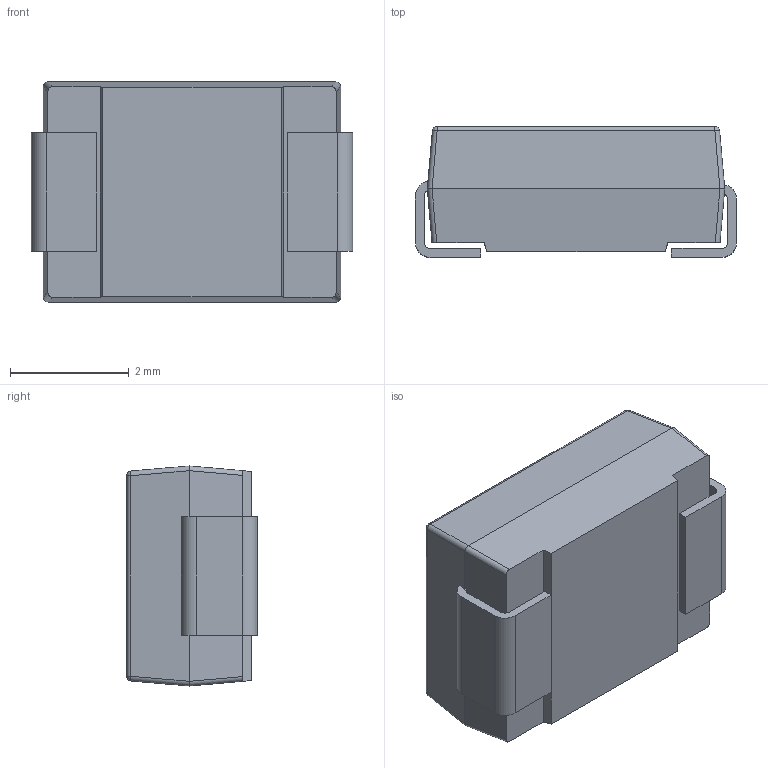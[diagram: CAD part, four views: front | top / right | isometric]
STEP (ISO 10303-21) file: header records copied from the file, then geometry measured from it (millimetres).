
FILE_DESCRIPTION (( 'STEP AP214' ), '1' );
FILE_NAME ('SK210-AQ.STEP', '2024-09-13T21:52:18', ( '' ), ( '' ), 'SwSTEP 2.0', 'SolidWorks 2021', '' );
FILE_SCHEMA (( 'AUTOMOTIVE_DESIGN' ));
Length unit declared in the file: millimetre
Products named in the file (1): SK210-AQ
Bounding box: 5.4 x 2.2 x 3.7 mm (x, y, z)
Volume: 37.5 mm3; surface area: 87.8 mm2
Topology: 3 solids, 3 shells, 58 faces, 136 edges, 84 vertices
Faces by surface type: plane 34, cylinder 20, bspline 4
Entity records: 1724 total; most frequent: CARTESIAN_POINT 363, ORIENTED_EDGE 272, DIRECTION 266, EDGE_CURVE 136, LINE 100, VECTOR 100, VERTEX_POINT 84, AXIS2_PLACEMENT_3D 83
